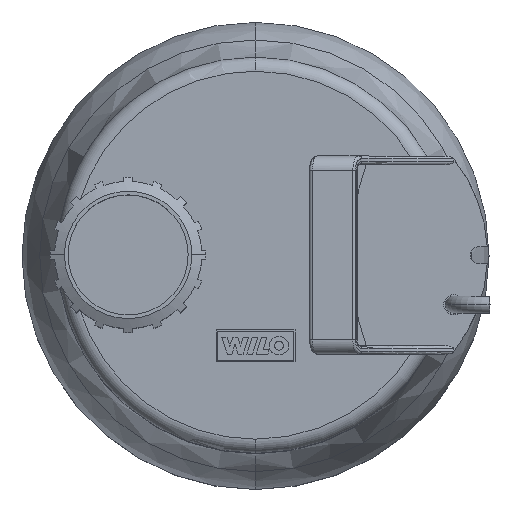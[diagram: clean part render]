
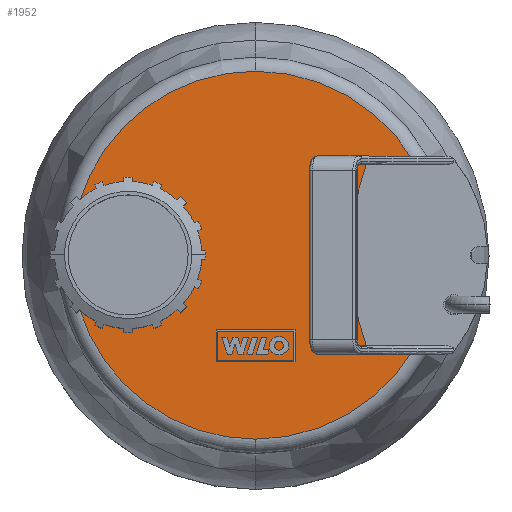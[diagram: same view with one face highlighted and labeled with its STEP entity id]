
A CAD part, top view. The second image highlights one B-rep face of the part: STEP entity #1952.
In plain terms, the highlighted planar face has unit normal (0, 0, 1).
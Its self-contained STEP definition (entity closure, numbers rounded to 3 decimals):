
#1762=CARTESIAN_POINT('',(0.,-65.,219.));
#1763=VERTEX_POINT('',#1762);
#1781=CARTESIAN_POINT('',(0.,65.,219.));
#1782=VERTEX_POINT('',#1781);
#1790=CARTESIAN_POINT('',(0.,0.,219.));
#1791=DIRECTION('',(0.0,0.0,-1.0));
#1792=DIRECTION('',(-1.0,0.0,0.0));
#1793=AXIS2_PLACEMENT_3D('',#1790,#1791,#1792);
#1794=CIRCLE('',#1793,65.0);
#1795=EDGE_CURVE('',#1782,#1763,#1794,.T.);
#1807=CARTESIAN_POINT('',(-23.8,0.,219.));
#1808=VERTEX_POINT('',#1807);
#1832=CARTESIAN_POINT('',(-64.451,-8.433,219.0));
#1833=VERTEX_POINT('',#1832);
#1847=CARTESIAN_POINT('',(-45.0,0.,219.));
#1848=DIRECTION('',(0.0,0.0,-1.0));
#1849=DIRECTION('',(1.0,0.0,0.0));
#1850=AXIS2_PLACEMENT_3D('',#1847,#1848,#1849);
#1851=CIRCLE('',#1850,21.2);
#1852=EDGE_CURVE('',#1808,#1833,#1851,.T.);
#1863=CARTESIAN_POINT('',(-64.451,8.433,219.0));
#1864=VERTEX_POINT('',#1863);
#1865=CARTESIAN_POINT('',(-45.0,0.,219.));
#1866=DIRECTION('',(0.0,0.0,-1.0));
#1867=DIRECTION('',(1.0,0.0,0.0));
#1868=AXIS2_PLACEMENT_3D('',#1865,#1866,#1867);
#1869=CIRCLE('',#1868,21.2);
#1870=EDGE_CURVE('',#1864,#1808,#1869,.T.);
#1912=CARTESIAN_POINT('',(0.,0.,219.));
#1913=DIRECTION('',(0.0,0.0,-1.0));
#1914=DIRECTION('',(-1.0,0.0,0.0));
#1915=AXIS2_PLACEMENT_3D('',#1912,#1913,#1914);
#1916=CIRCLE('',#1915,65.0);
#1917=EDGE_CURVE('',#1763,#1833,#1916,.T.);
#1921=CARTESIAN_POINT('',(0.,0.,219.));
#1922=DIRECTION('',(0.0,0.0,-1.0));
#1923=DIRECTION('',(-1.0,0.0,0.0));
#1924=AXIS2_PLACEMENT_3D('',#1921,#1922,#1923);
#1925=CIRCLE('',#1924,65.0);
#1926=EDGE_CURVE('',#1864,#1782,#1925,.T.);
#1940=CARTESIAN_POINT('',(-32.5,0.,219.));
#1941=DIRECTION('',(0.0,0.0,1.0));
#1942=DIRECTION('',(0.0,1.0,0.0));
#1943=AXIS2_PLACEMENT_3D('',#1940,#1941,#1942);
#1944=PLANE('',#1943);
#1945=ORIENTED_EDGE('',*,*,#1870,.T.);
#1946=ORIENTED_EDGE('',*,*,#1852,.T.);
#1947=ORIENTED_EDGE('',*,*,#1917,.F.);
#1948=ORIENTED_EDGE('',*,*,#1795,.F.);
#1949=ORIENTED_EDGE('',*,*,#1926,.F.);
#1950=EDGE_LOOP('',(#1945,#1946,#1947,#1948,#1949));
#1951=FACE_OUTER_BOUND('',#1950,.T.);
#1952=ADVANCED_FACE('',(#1951),#1944,.T.);
